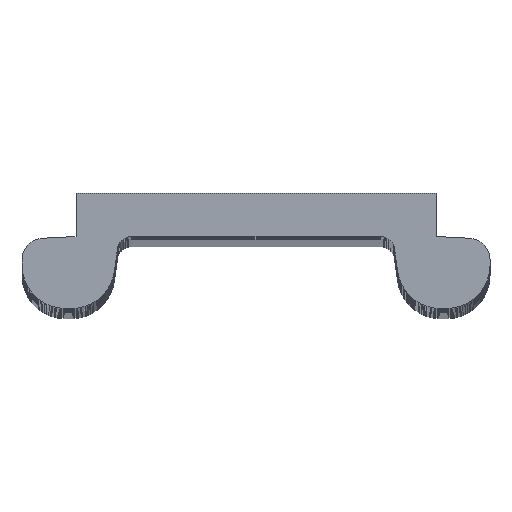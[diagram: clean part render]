
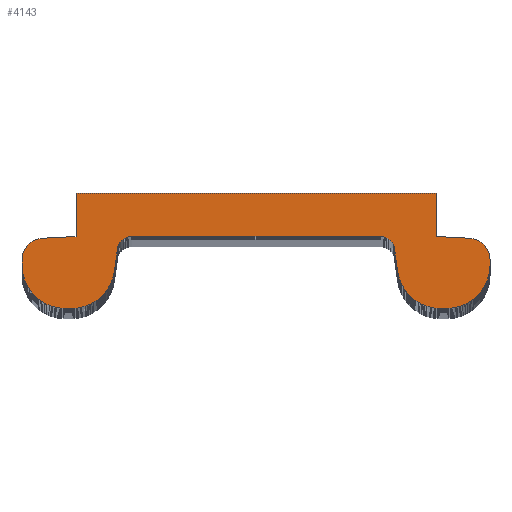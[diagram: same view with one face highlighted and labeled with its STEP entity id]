
A CAD part, top view. The second image highlights one B-rep face of the part: STEP entity #4143.
In plain terms, the highlighted planar face has unit normal (0, 0, 1).
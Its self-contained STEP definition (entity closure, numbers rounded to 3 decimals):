
#149=DIRECTION('',(0.,1.,0.));
#150=VECTOR('',#149,0.6);
#151=CARTESIAN_POINT('',(-2.5,0.,78.4));
#152=LINE('',#151,#150);
#153=DIRECTION('',(1.,0.,0.));
#154=VECTOR('',#153,5.);
#155=CARTESIAN_POINT('',(-2.5,0.6,78.4));
#156=LINE('',#155,#154);
#157=DIRECTION('',(0.,-1.,0.));
#158=VECTOR('',#157,0.6);
#159=CARTESIAN_POINT('',(2.5,0.6,78.4));
#160=LINE('',#159,#158);
#161=DIRECTION('',(0.999,-0.052,0.));
#162=VECTOR('',#161,0.466);
#163=CARTESIAN_POINT('',(2.5,0.,78.4));
#164=LINE('',#163,#162);
#165=CARTESIAN_POINT('',(2.95,-0.324,78.4));
#166=DIRECTION('',(0.,0.,-1.));
#167=DIRECTION('',(0.052,0.999,0.));
#168=AXIS2_PLACEMENT_3D('',#165,#166,#167);
#170=CARTESIAN_POINT('',(2.65,-0.4,78.4));
#171=DIRECTION('',(0.,0.,-1.));
#172=DIRECTION('',(1.,0.001,0.));
#173=AXIS2_PLACEMENT_3D('',#170,#171,#172);
#175=CARTESIAN_POINT('',(2.562,-0.4,78.4));
#176=DIRECTION('',(0.,0.,-1.));
#177=DIRECTION('',(0.,-1.,0.));
#178=AXIS2_PLACEMENT_3D('',#175,#176,#177);
#180=DIRECTION('',(-0.139,0.99,0.));
#181=VECTOR('',#180,0.314);
#182=CARTESIAN_POINT('',(1.968,-0.483,78.4));
#183=LINE('',#182,#181);
#184=CARTESIAN_POINT('',(1.726,-0.2,78.4));
#185=DIRECTION('',(0.,0.,1.));
#186=DIRECTION('',(0.99,0.139,0.));
#187=AXIS2_PLACEMENT_3D('',#184,#185,#186);
#189=DIRECTION('',(-1.,0.,0.));
#190=VECTOR('',#189,3.452);
#191=CARTESIAN_POINT('',(1.726,0.,78.4));
#192=LINE('',#191,#190);
#193=CARTESIAN_POINT('',(-1.726,-0.2,78.4));
#194=DIRECTION('',(0.,0.,1.));
#195=DIRECTION('',(0.,1.,0.));
#196=AXIS2_PLACEMENT_3D('',#193,#194,#195);
#198=DIRECTION('',(-0.139,-0.99,0.));
#199=VECTOR('',#198,0.314);
#200=CARTESIAN_POINT('',(-1.924,-0.172,78.4));
#201=LINE('',#200,#199);
#202=CARTESIAN_POINT('',(-2.562,-0.4,78.4));
#203=DIRECTION('',(0.,0.,-1.));
#204=DIRECTION('',(0.99,-0.139,0.));
#205=AXIS2_PLACEMENT_3D('',#202,#203,#204);
#207=DIRECTION('',(-1.,0.,0.));
#208=VECTOR('',#207,0.088);
#209=CARTESIAN_POINT('',(-2.562,-1.,78.4));
#210=LINE('',#209,#208);
#211=CARTESIAN_POINT('',(-2.65,-0.4,78.4));
#212=DIRECTION('',(0.,0.,-1.));
#213=DIRECTION('',(0.,-1.,0.));
#214=AXIS2_PLACEMENT_3D('',#211,#212,#213);
#216=DIRECTION('',(0.,1.,0.));
#217=VECTOR('',#216,0.076);
#218=CARTESIAN_POINT('',(-3.25,-0.4,78.4));
#219=LINE('',#218,#217);
#220=CARTESIAN_POINT('',(-2.95,-0.324,78.4));
#221=DIRECTION('',(0.,0.,-1.));
#222=DIRECTION('',(-1.,0.,0.));
#223=AXIS2_PLACEMENT_3D('',#220,#221,#222);
#225=DIRECTION('',(0.999,0.052,0.));
#226=VECTOR('',#225,0.466);
#227=CARTESIAN_POINT('',(-2.966,-0.024,78.4));
#228=LINE('',#227,#226);
#437=DIRECTION('',(1.,0.,0.));
#438=VECTOR('',#437,0.088);
#439=CARTESIAN_POINT('',(2.562,-1.,78.4));
#440=LINE('',#439,#438);
#449=DIRECTION('',(0.,1.,0.));
#450=VECTOR('',#449,0.076);
#451=CARTESIAN_POINT('',(3.25,-0.4,78.4));
#452=LINE('',#451,#450);
#3849=CARTESIAN_POINT('',(1.968,-0.483,78.4));
#3850=CARTESIAN_POINT('',(1.924,-0.172,78.4));
#3851=VERTEX_POINT('',#3849);
#3852=VERTEX_POINT('',#3850);
#3853=CARTESIAN_POINT('',(2.5,0.,78.4));
#3854=CARTESIAN_POINT('',(2.966,-0.024,78.4));
#3855=VERTEX_POINT('',#3853);
#3856=VERTEX_POINT('',#3854);
#3857=CARTESIAN_POINT('',(3.25,-0.324,78.4));
#3858=VERTEX_POINT('',#3857);
#3859=CARTESIAN_POINT('',(3.25,-0.4,78.4));
#3860=VERTEX_POINT('',#3859);
#3861=CARTESIAN_POINT('',(2.65,-1.,78.4));
#3862=VERTEX_POINT('',#3861);
#3863=CARTESIAN_POINT('',(2.562,-1.,78.4));
#3864=VERTEX_POINT('',#3863);
#3865=CARTESIAN_POINT('',(1.726,0.,78.4));
#3866=VERTEX_POINT('',#3865);
#3867=CARTESIAN_POINT('',(-1.726,0.,78.4));
#3868=VERTEX_POINT('',#3867);
#3869=CARTESIAN_POINT('',(-1.924,-0.172,78.4));
#3870=VERTEX_POINT('',#3869);
#3871=CARTESIAN_POINT('',(-1.968,-0.483,78.4));
#3872=VERTEX_POINT('',#3871);
#3873=CARTESIAN_POINT('',(-2.562,-1.,78.4));
#3874=VERTEX_POINT('',#3873);
#3875=CARTESIAN_POINT('',(-2.65,-1.,78.4));
#3876=VERTEX_POINT('',#3875);
#3877=CARTESIAN_POINT('',(-3.25,-0.399,78.4));
#3878=VERTEX_POINT('',#3877);
#3879=CARTESIAN_POINT('',(-3.25,-0.324,78.4));
#3880=VERTEX_POINT('',#3879);
#3881=CARTESIAN_POINT('',(-2.966,-0.024,78.4));
#3882=VERTEX_POINT('',#3881);
#3883=CARTESIAN_POINT('',(-2.5,0.,78.4));
#3884=VERTEX_POINT('',#3883);
#3885=CARTESIAN_POINT('',(-2.5,0.6,78.4));
#3886=CARTESIAN_POINT('',(2.5,0.6,78.4));
#3887=VERTEX_POINT('',#3885);
#3888=VERTEX_POINT('',#3886);
#4097=CARTESIAN_POINT('',(4.259,-3.5,78.4));
#4098=DIRECTION('',(0.,0.,-1.));
#4099=DIRECTION('',(-1.,0.,0.));
#4100=AXIS2_PLACEMENT_3D('',#4097,#4098,#4099);
#4101=PLANE('',#4100);
#4103=ORIENTED_EDGE('',*,*,#4102,.T.);
#4105=ORIENTED_EDGE('',*,*,#4104,.T.);
#4106=ORIENTED_EDGE('',*,*,#3942,.T.);
#4108=ORIENTED_EDGE('',*,*,#4107,.T.);
#4110=ORIENTED_EDGE('',*,*,#4109,.T.);
#4112=ORIENTED_EDGE('',*,*,#4111,.F.);
#4114=ORIENTED_EDGE('',*,*,#4113,.T.);
#4116=ORIENTED_EDGE('',*,*,#4115,.F.);
#4118=ORIENTED_EDGE('',*,*,#4117,.T.);
#4120=ORIENTED_EDGE('',*,*,#4119,.T.);
#4122=ORIENTED_EDGE('',*,*,#4121,.T.);
#4124=ORIENTED_EDGE('',*,*,#4123,.T.);
#4126=ORIENTED_EDGE('',*,*,#4125,.T.);
#4128=ORIENTED_EDGE('',*,*,#4127,.T.);
#4130=ORIENTED_EDGE('',*,*,#4129,.T.);
#4132=ORIENTED_EDGE('',*,*,#4131,.T.);
#4134=ORIENTED_EDGE('',*,*,#4133,.T.);
#4136=ORIENTED_EDGE('',*,*,#4135,.T.);
#4138=ORIENTED_EDGE('',*,*,#4137,.T.);
#4140=ORIENTED_EDGE('',*,*,#4139,.T.);
#4141=EDGE_LOOP('',(#4103,#4105,#4106,#4108,#4110,#4112,#4114,#4116,#4118,#4120,
#4122,#4124,#4126,#4128,#4130,#4132,#4134,#4136,#4138,#4140));
#4142=FACE_OUTER_BOUND('',#4141,.F.);
#4143=ADVANCED_FACE('',(#4142),#4101,.F.);
#169=CIRCLE('',#168,0.3);
#174=CIRCLE('',#173,0.6);
#179=CIRCLE('',#178,0.6);
#188=CIRCLE('',#187,0.2);
#197=CIRCLE('',#196,0.2);
#206=CIRCLE('',#205,0.6);
#215=CIRCLE('',#214,0.6);
#224=CIRCLE('',#223,0.3);
#3942=EDGE_CURVE('',#3888,#3855,#160,.T.);
#4102=EDGE_CURVE('',#3884,#3887,#152,.T.);
#4104=EDGE_CURVE('',#3887,#3888,#156,.T.);
#4107=EDGE_CURVE('',#3855,#3856,#164,.T.);
#4109=EDGE_CURVE('',#3856,#3858,#169,.T.);
#4111=EDGE_CURVE('',#3860,#3858,#452,.T.);
#4113=EDGE_CURVE('',#3860,#3862,#174,.T.);
#4115=EDGE_CURVE('',#3864,#3862,#440,.T.);
#4117=EDGE_CURVE('',#3864,#3851,#179,.T.);
#4119=EDGE_CURVE('',#3851,#3852,#183,.T.);
#4121=EDGE_CURVE('',#3852,#3866,#188,.T.);
#4123=EDGE_CURVE('',#3866,#3868,#192,.T.);
#4125=EDGE_CURVE('',#3868,#3870,#197,.T.);
#4127=EDGE_CURVE('',#3870,#3872,#201,.T.);
#4129=EDGE_CURVE('',#3872,#3874,#206,.T.);
#4131=EDGE_CURVE('',#3874,#3876,#210,.T.);
#4133=EDGE_CURVE('',#3876,#3878,#215,.T.);
#4135=EDGE_CURVE('',#3878,#3880,#219,.T.);
#4137=EDGE_CURVE('',#3880,#3882,#224,.T.);
#4139=EDGE_CURVE('',#3882,#3884,#228,.T.);
